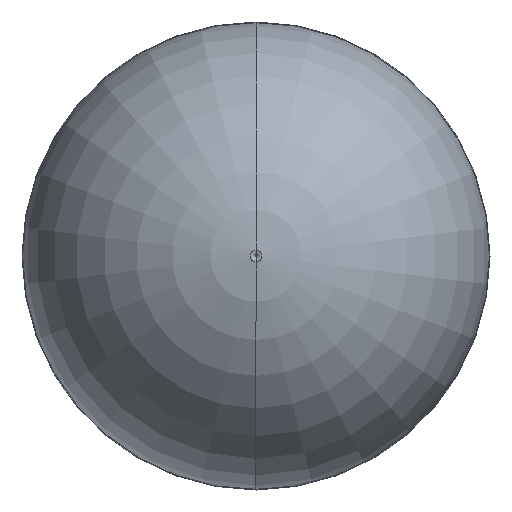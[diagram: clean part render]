
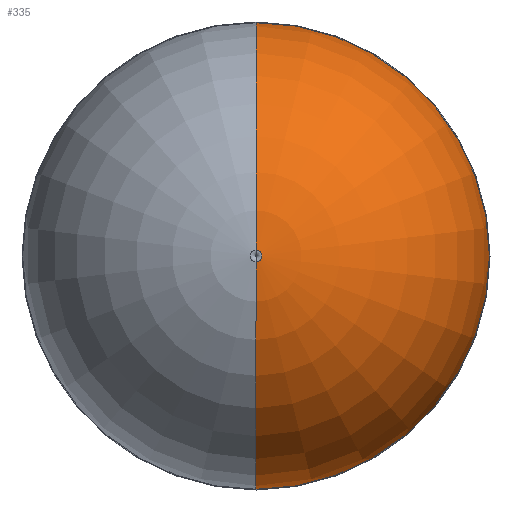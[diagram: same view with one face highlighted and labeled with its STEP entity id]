
A CAD part, left-side view. The second image highlights one B-rep face of the part: STEP entity #335.
In plain terms, the highlighted toroidal (fillet/blend) face has major radius 0.102 mm and minor radius 16.001 mm.
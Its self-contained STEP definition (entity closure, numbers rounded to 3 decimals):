
#43 = DIRECTION ( 'NONE',  ( 0., 0., 1. ) ) ;
#177 = EDGE_LOOP ( 'NONE', ( #909, #353, #1213, #2306 ) ) ;
#188 = CARTESIAN_POINT ( 'NONE',  ( 9.952, 0., 0. ) ) ;
#244 = FACE_OUTER_BOUND ( 'NONE', #177, .T. ) ;
#335 = ADVANCED_FACE ( 'NONE', ( #244 ), #392, .T. ) ;
#353 = ORIENTED_EDGE ( 'NONE', *, *, #973, .T. ) ;
#378 = VERTEX_POINT ( 'NONE', #2899 ) ;
#392 = TOROIDAL_SURFACE ( 'NONE', #1713, -0.102, 16.001 ) ;
#565 = CARTESIAN_POINT ( 'NONE',  ( 9.952, 0., 15.899 ) ) ;
#621 = AXIS2_PLACEMENT_3D ( 'NONE', #2842, #3140, #2862 ) ;
#651 = AXIS2_PLACEMENT_3D ( 'NONE', #829, #3383, #2554 ) ;
#771 = AXIS2_PLACEMENT_3D ( 'NONE', #188, #1380, #3089 ) ;
#810 = CIRCLE ( 'NONE', #621, 16.001 ) ;
#829 = CARTESIAN_POINT ( 'NONE',  ( -5.984, 0., 0. ) ) ;
#909 = ORIENTED_EDGE ( 'NONE', *, *, #941, .F. ) ;
#941 = EDGE_CURVE ( 'NONE', #2188, #3537, #1876, .T. ) ;
#973 = EDGE_CURVE ( 'NONE', #2188, #1586, #1009, .T. ) ;
#1009 = CIRCLE ( 'NONE', #771, 15.899 ) ;
#1213 = ORIENTED_EDGE ( 'NONE', *, *, #2367, .T. ) ;
#1278 = CARTESIAN_POINT ( 'NONE',  ( 9.952, 0., -15.899 ) ) ;
#1344 = AXIS2_PLACEMENT_3D ( 'NONE', #1621, #1600, #3015 ) ;
#1380 = DIRECTION ( 'NONE',  ( -1., 0., 0. ) ) ;
#1586 = VERTEX_POINT ( 'NONE', #565 ) ;
#1600 = DIRECTION ( 'NONE',  ( 0., 1., 0. ) ) ;
#1621 = CARTESIAN_POINT ( 'NONE',  ( 10.009, 0., 0.102 ) ) ;
#1712 = CARTESIAN_POINT ( 'NONE',  ( 10.009, 0., 0. ) ) ;
#1713 = AXIS2_PLACEMENT_3D ( 'NONE', #1712, #3176, #43 ) ;
#1876 = CIRCLE ( 'NONE', #1344, 16.001 ) ;
#2188 = VERTEX_POINT ( 'NONE', #1278 ) ;
#2306 = ORIENTED_EDGE ( 'NONE', *, *, #3128, .F. ) ;
#2367 = EDGE_CURVE ( 'NONE', #1586, #378, #810, .T. ) ;
#2391 = CIRCLE ( 'NONE', #651, 0.399 ) ;
#2554 = DIRECTION ( 'NONE',  ( 0., 0., 1. ) ) ;
#2842 = CARTESIAN_POINT ( 'NONE',  ( 10.009, 0., -0.102 ) ) ;
#2862 = DIRECTION ( 'NONE',  ( 0., 0., -1. ) ) ;
#2899 = CARTESIAN_POINT ( 'NONE',  ( -5.984, 0., 0.399 ) ) ;
#3015 = DIRECTION ( 'NONE',  ( 0., 0., 1. ) ) ;
#3089 = DIRECTION ( 'NONE',  ( 0., 0., 1. ) ) ;
#3128 = EDGE_CURVE ( 'NONE', #3537, #378, #2391, .T. ) ;
#3140 = DIRECTION ( 'NONE',  ( 0., -1., 0. ) ) ;
#3176 = DIRECTION ( 'NONE',  ( -1., 0., 0. ) ) ;
#3383 = DIRECTION ( 'NONE',  ( -1., 0., 0. ) ) ;
#3387 = CARTESIAN_POINT ( 'NONE',  ( -5.984, 0., -0.399 ) ) ;
#3537 = VERTEX_POINT ( 'NONE', #3387 ) ;
